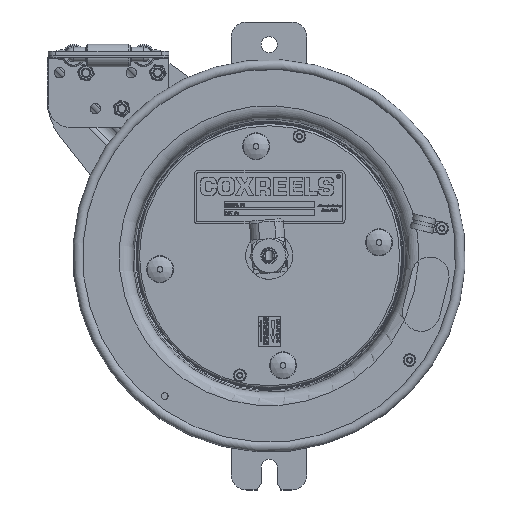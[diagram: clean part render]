
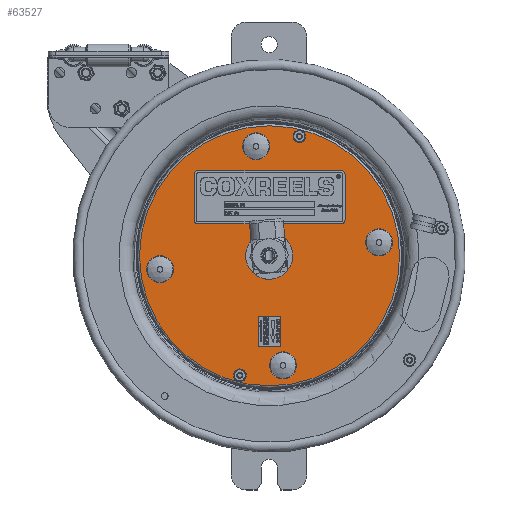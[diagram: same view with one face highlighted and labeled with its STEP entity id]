
A CAD part, top view. The second image highlights one B-rep face of the part: STEP entity #63527.
In plain terms, the highlighted planar face has unit normal (0, 0, 1).
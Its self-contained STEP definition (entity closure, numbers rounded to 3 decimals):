
#3490=FACE_BOUND('',#9319,.T.);
#3491=FACE_BOUND('',#9320,.T.);
#3492=FACE_BOUND('',#9321,.T.);
#3493=FACE_BOUND('',#9322,.T.);
#3494=FACE_BOUND('',#9323,.T.);
#3495=FACE_BOUND('',#9324,.T.);
#3496=FACE_BOUND('',#9325,.T.);
#4336=PLANE('',#67338);
#6541=FACE_OUTER_BOUND('',#9318,.T.);
#9318=EDGE_LOOP('',(#51428,#51429));
#9319=EDGE_LOOP('',(#51430));
#9320=EDGE_LOOP('',(#51431,#51432));
#9321=EDGE_LOOP('',(#51433,#51434));
#9322=EDGE_LOOP('',(#51435,#51436));
#9323=EDGE_LOOP('',(#51437,#51438));
#9324=EDGE_LOOP('',(#51439));
#9325=EDGE_LOOP('',(#51440));
#24558=CIRCLE('',#67326,0.447);
#24560=CIRCLE('',#67328,0.447);
#24564=CIRCLE('',#67335,0.447);
#24566=CIRCLE('',#67337,0.447);
#24567=CIRCLE('',#67339,4.308);
#24568=CIRCLE('',#67340,4.308);
#24569=CIRCLE('',#67341,0.656);
#24570=CIRCLE('',#67342,0.447);
#24571=CIRCLE('',#67343,0.447);
#24572=CIRCLE('',#67344,0.447);
#24573=CIRCLE('',#67345,0.447);
#24574=CIRCLE('',#67346,0.11);
#24575=CIRCLE('',#67347,0.11);
#28752=VERTEX_POINT('',#99854);
#28753=VERTEX_POINT('',#99855);
#28757=VERTEX_POINT('',#99868);
#28758=VERTEX_POINT('',#99869);
#28759=VERTEX_POINT('',#99874);
#28760=VERTEX_POINT('',#99875);
#28761=VERTEX_POINT('',#99878);
#28762=VERTEX_POINT('',#99880);
#28763=VERTEX_POINT('',#99881);
#28764=VERTEX_POINT('',#99884);
#28765=VERTEX_POINT('',#99885);
#28766=VERTEX_POINT('',#99888);
#28767=VERTEX_POINT('',#99890);
#37886=EDGE_CURVE('',#28752,#28753,#24558,.T.);
#37888=EDGE_CURVE('',#28753,#28752,#24560,.T.);
#37892=EDGE_CURVE('',#28757,#28758,#24564,.T.);
#37894=EDGE_CURVE('',#28758,#28757,#24566,.T.);
#37895=EDGE_CURVE('',#28759,#28760,#24567,.T.);
#37896=EDGE_CURVE('',#28760,#28759,#24568,.T.);
#37897=EDGE_CURVE('',#28761,#28761,#24569,.T.);
#37898=EDGE_CURVE('',#28762,#28763,#24570,.T.);
#37899=EDGE_CURVE('',#28763,#28762,#24571,.T.);
#37900=EDGE_CURVE('',#28764,#28765,#24572,.T.);
#37901=EDGE_CURVE('',#28765,#28764,#24573,.T.);
#37902=EDGE_CURVE('',#28766,#28766,#24574,.T.);
#37903=EDGE_CURVE('',#28767,#28767,#24575,.T.);
#51428=ORIENTED_EDGE('',*,*,#37895,.F.);
#51429=ORIENTED_EDGE('',*,*,#37896,.F.);
#51430=ORIENTED_EDGE('',*,*,#37897,.T.);
#51431=ORIENTED_EDGE('',*,*,#37892,.F.);
#51432=ORIENTED_EDGE('',*,*,#37894,.F.);
#51433=ORIENTED_EDGE('',*,*,#37898,.F.);
#51434=ORIENTED_EDGE('',*,*,#37899,.F.);
#51435=ORIENTED_EDGE('',*,*,#37886,.F.);
#51436=ORIENTED_EDGE('',*,*,#37888,.F.);
#51437=ORIENTED_EDGE('',*,*,#37900,.F.);
#51438=ORIENTED_EDGE('',*,*,#37901,.F.);
#51439=ORIENTED_EDGE('',*,*,#37902,.T.);
#51440=ORIENTED_EDGE('',*,*,#37903,.T.);
#63527=ADVANCED_FACE('',(#6541,#3490,#3491,#3492,#3493,#3494,#3495,#3496),
#4336,.T.);
#67326=AXIS2_PLACEMENT_3D('',#99856,#76044,#76045);
#67328=AXIS2_PLACEMENT_3D('',#99858,#76048,#76049);
#67335=AXIS2_PLACEMENT_3D('',#99870,#76062,#76063);
#67337=AXIS2_PLACEMENT_3D('',#99872,#76066,#76067);
#67338=AXIS2_PLACEMENT_3D('',#99873,#76068,#76069);
#67339=AXIS2_PLACEMENT_3D('',#99876,#76070,#76071);
#67340=AXIS2_PLACEMENT_3D('',#99877,#76072,#76073);
#67341=AXIS2_PLACEMENT_3D('',#99879,#76074,#76075);
#67342=AXIS2_PLACEMENT_3D('',#99882,#76076,#76077);
#67343=AXIS2_PLACEMENT_3D('',#99883,#76078,#76079);
#67344=AXIS2_PLACEMENT_3D('',#99886,#76080,#76081);
#67345=AXIS2_PLACEMENT_3D('',#99887,#76082,#76083);
#67346=AXIS2_PLACEMENT_3D('',#99889,#76084,#76085);
#67347=AXIS2_PLACEMENT_3D('',#99891,#76086,#76087);
#76044=DIRECTION('center_axis',(0.,0.,
1.));
#76045=DIRECTION('ref_axis',(1.,0.,0.));
#76048=DIRECTION('center_axis',(0.,0.,
1.));
#76049=DIRECTION('ref_axis',(1.,0.,0.));
#76062=DIRECTION('center_axis',(0.,0.,
1.));
#76063=DIRECTION('ref_axis',(1.,0.,0.));
#76066=DIRECTION('center_axis',(0.,0.,
1.));
#76067=DIRECTION('ref_axis',(1.,0.,0.));
#76068=DIRECTION('center_axis',(0.,0.,
1.));
#76069=DIRECTION('ref_axis',(0.,-1.,0.));
#76070=DIRECTION('center_axis',(0.,0.,
-1.));
#76071=DIRECTION('ref_axis',(-1.,0.,0.));
#76072=DIRECTION('center_axis',(0.,0.,
-1.));
#76073=DIRECTION('ref_axis',(-1.,0.,0.));
#76074=DIRECTION('center_axis',(0.,0.,
-1.));
#76075=DIRECTION('ref_axis',(-1.,0.,0.));
#76076=DIRECTION('center_axis',(0.,0.,
1.));
#76077=DIRECTION('ref_axis',(1.,0.,0.));
#76078=DIRECTION('center_axis',(0.,0.,
1.));
#76079=DIRECTION('ref_axis',(1.,0.,0.));
#76080=DIRECTION('center_axis',(0.,0.,
1.));
#76081=DIRECTION('ref_axis',(1.,0.,0.));
#76082=DIRECTION('center_axis',(0.,0.,
1.));
#76083=DIRECTION('ref_axis',(1.,0.,0.));
#76084=DIRECTION('center_axis',(0.,0.,
-1.));
#76085=DIRECTION('ref_axis',(0.,1.,0.));
#76086=DIRECTION('center_axis',(0.,0.,
-1.));
#76087=DIRECTION('ref_axis',(0.,1.,0.));
#99854=CARTESIAN_POINT('',(-5.226,-1.075,-5.665));
#99855=CARTESIAN_POINT('',(-5.673,-0.628,-5.665));
#99856=CARTESIAN_POINT('Origin',(-5.673,-1.075,-5.665));
#99858=CARTESIAN_POINT('Origin',(-5.673,-1.075,-5.665));
#99868=CARTESIAN_POINT('',(2.029,-0.184,-5.665));
#99869=CARTESIAN_POINT('',(1.583,0.262,-5.665));
#99870=CARTESIAN_POINT('Origin',(1.583,-0.184,-5.665));
#99872=CARTESIAN_POINT('Origin',(1.583,-0.184,-5.665));
#99873=CARTESIAN_POINT('Origin',(-4.527,-0.63,-5.665));
#99874=CARTESIAN_POINT('',(-6.353,-0.63,-5.665));
#99875=CARTESIAN_POINT('',(-2.045,-4.937,-5.665));
#99876=CARTESIAN_POINT('Origin',(-2.045,-0.63,-5.665));
#99877=CARTESIAN_POINT('Origin',(-2.045,-0.63,-5.665));
#99878=CARTESIAN_POINT('',(-2.701,-0.63,-5.665));
#99879=CARTESIAN_POINT('Origin',(-2.045,-0.63,-5.665));
#99880=CARTESIAN_POINT('',(-1.153,-4.258,-5.665));
#99881=CARTESIAN_POINT('',(-1.6,-3.811,-5.665));
#99882=CARTESIAN_POINT('Origin',(-1.6,-4.258,-5.665));
#99883=CARTESIAN_POINT('Origin',(-1.6,-4.258,-5.665));
#99884=CARTESIAN_POINT('',(-2.044,2.998,-5.665));
#99885=CARTESIAN_POINT('',(-2.491,3.445,-5.665));
#99886=CARTESIAN_POINT('Origin',(-2.491,2.998,-5.665));
#99887=CARTESIAN_POINT('Origin',(-2.491,2.998,-5.665));
#99888=CARTESIAN_POINT('',(-1.058,3.439,-5.665));
#99889=CARTESIAN_POINT('Origin',(-1.058,3.329,-5.665));
#99890=CARTESIAN_POINT('',(-3.032,-4.479,-5.665));
#99891=CARTESIAN_POINT('Origin',(-3.032,-4.589,-5.665));
